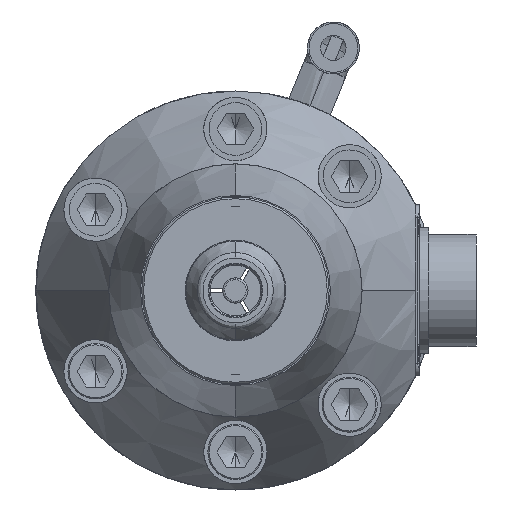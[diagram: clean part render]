
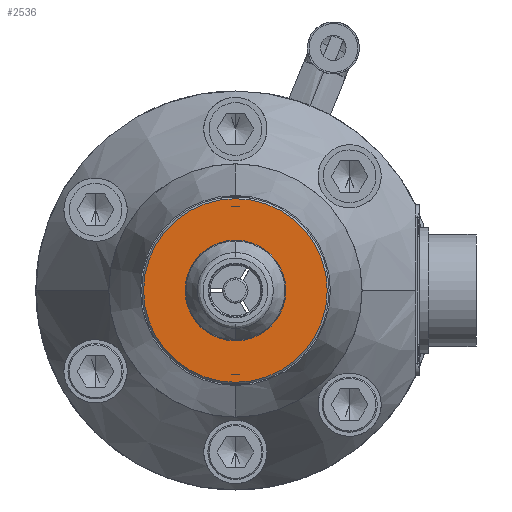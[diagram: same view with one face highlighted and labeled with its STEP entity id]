
A CAD part, left-side view. The second image highlights one B-rep face of the part: STEP entity #2536.
In plain terms, the highlighted planar face has unit normal (-1, 0, 0).
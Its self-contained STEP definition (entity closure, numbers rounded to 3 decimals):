
#1629 = CARTESIAN_POINT ( 'NONE',  ( -3.4, 14.5, 0. ) ) ;
#1655 = PLANE ( 'NONE',  #6805 ) ;
#1721 = EDGE_CURVE ( 'NONE', #3739, #6414, #16029, .T. ) ;
#1901 = AXIS2_PLACEMENT_3D ( 'NONE', #5796, #14622, #7056 ) ;
#2536 = ADVANCED_FACE ( 'NONE', ( #3920, #10679 ), #1655, .T. ) ;
#2929 = DIRECTION ( 'NONE',  ( 0., -1., 0. ) ) ;
#3618 = EDGE_CURVE ( 'NONE', #6414, #3739, #13661, .T. ) ;
#3630 = CARTESIAN_POINT ( 'NONE',  ( -3.4, 0., 0. ) ) ;
#3739 = VERTEX_POINT ( 'NONE', #4979 ) ;
#3920 = FACE_BOUND ( 'NONE', #10776, .T. ) ;
#4142 = ORIENTED_EDGE ( 'NONE', *, *, #3618, .T. ) ;
#4906 = DIRECTION ( 'NONE',  ( 0., -1., 0. ) ) ;
#4979 = CARTESIAN_POINT ( 'NONE',  ( -3.4, 6.9, 0. ) ) ;
#5227 = CARTESIAN_POINT ( 'NONE',  ( -3.4, -6.9, 0. ) ) ;
#5796 = CARTESIAN_POINT ( 'NONE',  ( -3.4, 0., 0. ) ) ;
#6065 = CARTESIAN_POINT ( 'NONE',  ( -3.4, -14.5, 0. ) ) ;
#6414 = VERTEX_POINT ( 'NONE', #5227 ) ;
#6805 = AXIS2_PLACEMENT_3D ( 'NONE', #13036, #10538, #2929 ) ;
#6909 = DIRECTION ( 'NONE',  ( -1., 0., 0. ) ) ;
#6935 = AXIS2_PLACEMENT_3D ( 'NONE', #7319, #16167, #8606 ) ;
#7056 = DIRECTION ( 'NONE',  ( 0., 1., 0. ) ) ;
#7319 = CARTESIAN_POINT ( 'NONE',  ( -3.4, 0., 0. ) ) ;
#8545 = EDGE_LOOP ( 'NONE', ( #14619, #13188 ) ) ;
#8606 = DIRECTION ( 'NONE',  ( 0., -1., 0. ) ) ;
#8623 = AXIS2_PLACEMENT_3D ( 'NONE', #3630, #12500, #4906 ) ;
#10538 = DIRECTION ( 'NONE',  ( -1., 0., 0. ) ) ;
#10679 = FACE_OUTER_BOUND ( 'NONE', #8545, .T. ) ;
#10722 = VERTEX_POINT ( 'NONE', #6065 ) ;
#10776 = EDGE_LOOP ( 'NONE', ( #4142, #12624 ) ) ;
#10853 = EDGE_CURVE ( 'NONE', #10722, #11795, #13868, .T. ) ;
#11056 = AXIS2_PLACEMENT_3D ( 'NONE', #14484, #6909, #15765 ) ;
#11795 = VERTEX_POINT ( 'NONE', #1629 ) ;
#12420 = CIRCLE ( 'NONE', #11056, 14.5 ) ;
#12500 = DIRECTION ( 'NONE',  ( 1., 0., 0. ) ) ;
#12624 = ORIENTED_EDGE ( 'NONE', *, *, #1721, .T. ) ;
#13036 = CARTESIAN_POINT ( 'NONE',  ( -3.4, 0., 0. ) ) ;
#13188 = ORIENTED_EDGE ( 'NONE', *, *, #10853, .T. ) ;
#13661 = CIRCLE ( 'NONE', #6935, 6.9 ) ;
#13868 = CIRCLE ( 'NONE', #1901, 14.5 ) ;
#14484 = CARTESIAN_POINT ( 'NONE',  ( -3.4, 0., 0. ) ) ;
#14619 = ORIENTED_EDGE ( 'NONE', *, *, #14860, .T. ) ;
#14622 = DIRECTION ( 'NONE',  ( -1., 0., 0. ) ) ;
#14860 = EDGE_CURVE ( 'NONE', #11795, #10722, #12420, .T. ) ;
#15765 = DIRECTION ( 'NONE',  ( 0., 1., 0. ) ) ;
#16029 = CIRCLE ( 'NONE', #8623, 6.9 ) ;
#16167 = DIRECTION ( 'NONE',  ( 1., 0., 0. ) ) ;
